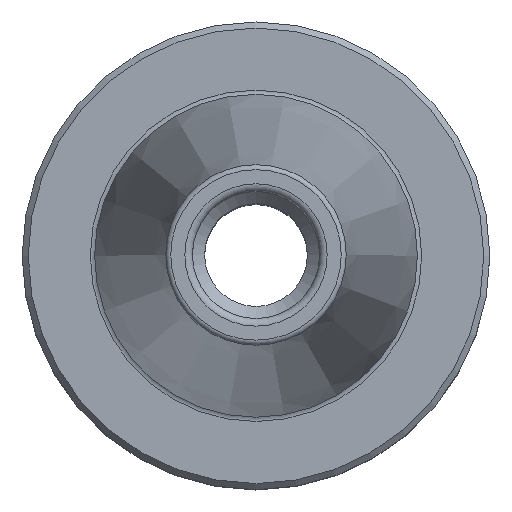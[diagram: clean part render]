
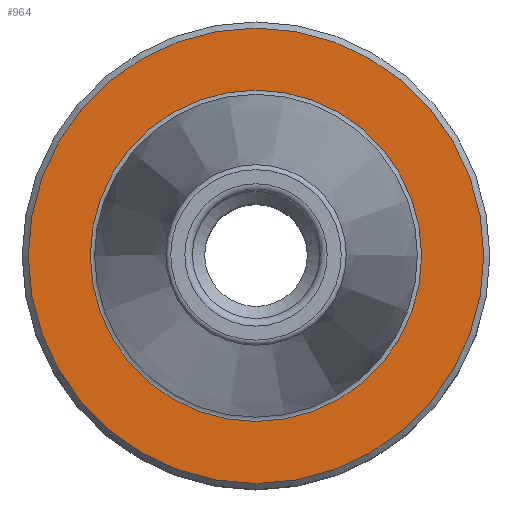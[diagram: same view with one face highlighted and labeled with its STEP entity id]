
A CAD part, top view. The second image highlights one B-rep face of the part: STEP entity #964.
In plain terms, the highlighted planar face has unit normal (0, 0, 1).
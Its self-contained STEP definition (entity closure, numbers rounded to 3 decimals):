
#25=PLANE('',#1063);
#140=ORIENTED_EDGE('',*,*,#207,.T.);
#141=ORIENTED_EDGE('',*,*,#206,.F.);
#206=EDGE_CURVE('',#259,#259,#312,.T.);
#207=EDGE_CURVE('',#260,#260,#313,.T.);
#259=VERTEX_POINT('',#1424);
#260=VERTEX_POINT('',#1427);
#312=CIRCLE('',#1062,16.294);
#313=CIRCLE('',#1064,22.4);
#405=EDGE_LOOP('',(#140));
#406=EDGE_LOOP('',(#141));
#511=FACE_BOUND('',#405,.T.);
#512=FACE_BOUND('',#406,.T.);
#964=ADVANCED_FACE('',(#511,#512),#25,.T.);
#1062=AXIS2_PLACEMENT_3D('',#1423,#1250,#1251);
#1063=AXIS2_PLACEMENT_3D('',#1425,#1252,#1253);
#1064=AXIS2_PLACEMENT_3D('',#1426,#1254,#1255);
#1250=DIRECTION('',(0.,0.,1.));
#1251=DIRECTION('',(1.,0.,0.));
#1252=DIRECTION('',(0.,0.,1.));
#1253=DIRECTION('',(1.,0.,0.));
#1254=DIRECTION('',(0.,0.,1.));
#1255=DIRECTION('',(1.,0.,0.));
#1423=CARTESIAN_POINT('',(0.,0.,-2.));
#1424=CARTESIAN_POINT('',(16.294,0.,-2.));
#1425=CARTESIAN_POINT('',(16.294,0.,-2.));
#1426=CARTESIAN_POINT('',(0.,0.,-2.));
#1427=CARTESIAN_POINT('',(22.4,0.,-2.));
